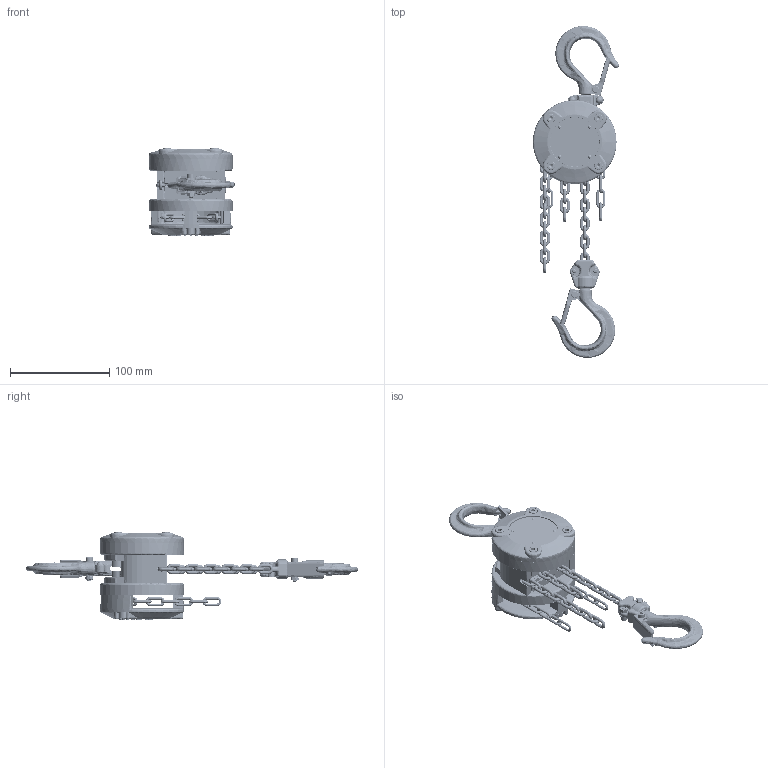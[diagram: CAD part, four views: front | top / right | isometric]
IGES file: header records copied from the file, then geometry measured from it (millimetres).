
Start section: SolidWorks IGES file using analytic representation for surfaces
Global section: file name: CX300.IGS; native system: SolidWorks 2010; preprocessor: SolidWorks 2010; author: h-mitsui; date: 131029.193427; units: millimetre
Bounding box: 86.52 x 333.72 x 88.1 mm (x, y, z)
Surface area: 128689.1 mm2 (no closed solid volume)
Topology: 0 solids, 0 shells, 2469 faces, 26247 edges, 26175 vertices
Faces by surface type: bspline 1358, revolution 1111
